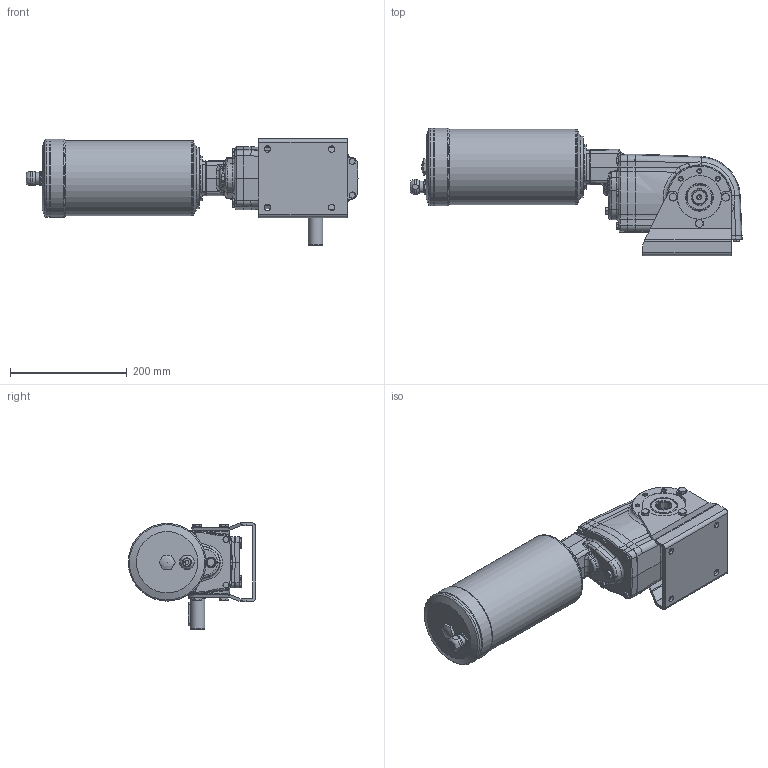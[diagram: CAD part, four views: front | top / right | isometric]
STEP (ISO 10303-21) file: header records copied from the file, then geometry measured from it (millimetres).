
FILE_DESCRIPTION( ( 'Unknown' ), '1' );
FILE_NAME( '6CBD7C30904C3262357AF14AE6DF38E.3d.stp', 'Unknown', ( 'Unknown' ), ( 'Unknown' ), 'PSStep 10.1', 'Unknown', ' ' );
FILE_SCHEMA( ( 'AUTOMOTIVE_DESIGN { 1 0 10303 214 1 1 1 1 }' ) );
Length unit declared in the file: millimetre
Products named in the file (1): X43N
Bounding box: 568.5 x 218.3 x 182 mm (x, y, z)
Volume: 6657287.6 mm3; surface area: 386247.9 mm2
Topology: 1 solids, 24 shells, 1018 faces, 2395 edges, 1477 vertices
Faces by surface type: plane 395, cylinder 255, cone 220, bspline 82, torus 61, extrusion 4, sphere 1
Full cylindrical faces by diameter (mm): 4.134 x1, 4.917 x8, 6 x4, 6.5 x4, 6.647 x34, 7 x5, 8 x6, 8.5 x6, 8.9 x12, 10 x4, 11 x8, 11.6 x6, 13.4 x1, 14 x1, 16.662 x1, 17 x1, 18 x1, 20 x1, 23.7 x1, 25 x2, 29.5 x1, 40 x1, 47.5 x2, 52 x1, 70 x2, 75 x2, 105 x1, 128.98 x1, 129 x2, 132.98 x2
Entity records: 42832 total; most frequent: CARTESIAN_POINT 13524, DIRECTION 4365, ORIENTED_EDGE 4034, EDGE_CURVE 2017, AXIS2_PLACEMENT_3D 1816, VERTEX_POINT 1376, EDGE_LOOP 1368, FACE_OUTER_BOUND 1195
